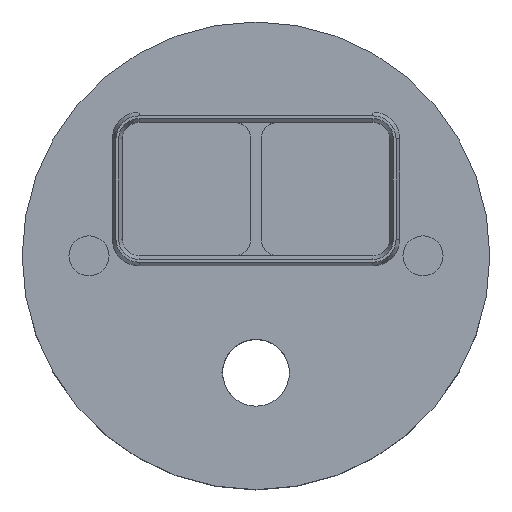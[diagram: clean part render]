
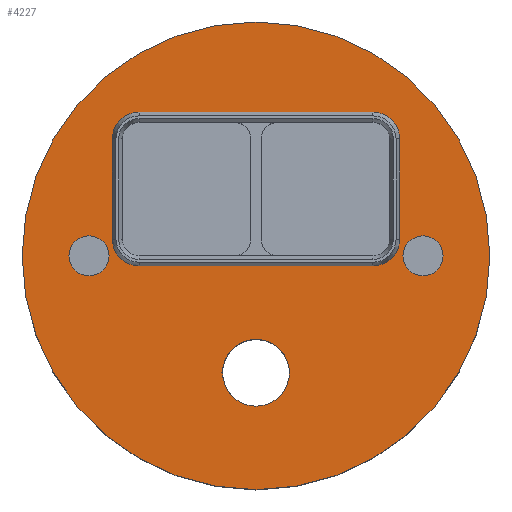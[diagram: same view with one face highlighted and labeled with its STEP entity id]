
A CAD part, top view. The second image highlights one B-rep face of the part: STEP entity #4227.
In plain terms, the highlighted planar face has unit normal (0, 0, 1).
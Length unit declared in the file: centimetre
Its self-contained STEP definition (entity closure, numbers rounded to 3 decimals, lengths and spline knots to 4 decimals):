
#26 = CIRCLE ( 'NONE', #2223, 0.4 ) ;
#98 = DIRECTION ( 'NONE',  ( 0., 0., 1. ) ) ;
#117 = CARTESIAN_POINT ( 'NONE',  ( -3.5, 0., 2.5 ) ) ;
#128 = PLANE ( 'NONE',  #796 ) ;
#248 = DIRECTION ( 'NONE',  ( 0., 0., 1. ) ) ;
#308 = CARTESIAN_POINT ( 'NONE',  ( -0.325, 2.15, 2.5 ) ) ;
#348 = CARTESIAN_POINT ( 'NONE',  ( 0., -1.75, 2.5 ) ) ;
#389 = ORIENTED_EDGE ( 'NONE', *, *, #16593, .F. ) ;
#580 = CARTESIAN_POINT ( 'NONE',  ( 2.5, 0., 2.5 ) ) ;
#718 = DIRECTION ( 'NONE',  ( 0., 0., 1. ) ) ;
#796 = AXIS2_PLACEMENT_3D ( 'NONE', #2685, #9515, #14654 ) ;
#1269 = EDGE_LOOP ( 'NONE', ( #10196, #8880, #4480, #9839, #16487, #13923, #16510, #5890 ) ) ;
#1479 = CARTESIAN_POINT ( 'NONE',  ( 0.5, -1.75, 2.5 ) ) ;
#1512 = CARTESIAN_POINT ( 'NONE',  ( -2.5, 0., 2.5 ) ) ;
#1873 = CARTESIAN_POINT ( 'NONE',  ( 2.15, 0.25, 2.5 ) ) ;
#2013 = AXIS2_PLACEMENT_3D ( 'NONE', #13802, #7446, #8582 ) ;
#2223 = AXIS2_PLACEMENT_3D ( 'NONE', #5318, #98, #16767 ) ;
#2537 = EDGE_LOOP ( 'NONE', ( #389, #6807 ) ) ;
#2546 = AXIS2_PLACEMENT_3D ( 'NONE', #348, #248, #5577 ) ;
#2595 = CARTESIAN_POINT ( 'NONE',  ( 1.75, 2.15, 2.5 ) ) ;
#2685 = CARTESIAN_POINT ( 'NONE',  ( 0., 0., 2.5 ) ) ;
#2744 = AXIS2_PLACEMENT_3D ( 'NONE', #580, #8472, #11158 ) ;
#3073 = ORIENTED_EDGE ( 'NONE', *, *, #14797, .T. ) ;
#3159 = CARTESIAN_POINT ( 'NONE',  ( 0., 0., 2.5 ) ) ;
#3426 = ORIENTED_EDGE ( 'NONE', *, *, #5426, .T. ) ;
#3446 = DIRECTION ( 'NONE',  ( 1., 0., 0. ) ) ;
#3528 = EDGE_CURVE ( 'NONE', #14517, #13652, #11298, .T. ) ;
#3623 = ORIENTED_EDGE ( 'NONE', *, *, #3528, .F. ) ;
#3638 = CIRCLE ( 'NONE', #5578, 0.4 ) ;
#3845 = DIRECTION ( 'NONE',  ( 1., 0., 0. ) ) ;
#4000 = LINE ( 'NONE', #14497, #16868 ) ;
#4227 = ADVANCED_FACE ( 'NONE', ( #10879, #14566, #6738, #8030, #13258 ), #128, .T. ) ;
#4303 = DIRECTION ( 'NONE',  ( 1., 0., 0. ) ) ;
#4380 = EDGE_CURVE ( 'NONE', #5534, #14400, #7404, .T. ) ;
#4430 = VERTEX_POINT ( 'NONE', #12746 ) ;
#4480 = ORIENTED_EDGE ( 'NONE', *, *, #12578, .F. ) ;
#4560 = DIRECTION ( 'NONE',  ( 1., 0., 0. ) ) ;
#4651 = DIRECTION ( 'NONE',  ( 0., 0., 1. ) ) ;
#4954 = CARTESIAN_POINT ( 'NONE',  ( -0.5, -1.75, 2.5 ) ) ;
#5125 = DIRECTION ( 'NONE',  ( 0., 0., 1. ) ) ;
#5205 = CIRCLE ( 'NONE', #7685, 0.3 ) ;
#5275 = CARTESIAN_POINT ( 'NONE',  ( -2.15, 0.25, 2.5 ) ) ;
#5318 = CARTESIAN_POINT ( 'NONE',  ( 1.75, 1.75, 2.5 ) ) ;
#5367 = DIRECTION ( 'NONE',  ( 0., 0., 1. ) ) ;
#5408 = VERTEX_POINT ( 'NONE', #2595 ) ;
#5426 = EDGE_CURVE ( 'NONE', #16852, #11946, #8033, .T. ) ;
#5534 = VERTEX_POINT ( 'NONE', #9749 ) ;
#5577 = DIRECTION ( 'NONE',  ( 1., 0., 0. ) ) ;
#5578 = AXIS2_PLACEMENT_3D ( 'NONE', #9987, #9900, #8602 ) ;
#5661 = DIRECTION ( 'NONE',  ( 1., 0., 0. ) ) ;
#5696 = CARTESIAN_POINT ( 'NONE',  ( 2.5, 0., 2.5 ) ) ;
#5873 = EDGE_CURVE ( 'NONE', #10643, #12537, #5205, .T. ) ;
#5890 = ORIENTED_EDGE ( 'NONE', *, *, #12967, .F. ) ;
#6738 = FACE_OUTER_BOUND ( 'NONE', #6851, .T. ) ;
#6806 = CARTESIAN_POINT ( 'NONE',  ( 0., 0., 2.5 ) ) ;
#6807 = ORIENTED_EDGE ( 'NONE', *, *, #5873, .F. ) ;
#6851 = EDGE_LOOP ( 'NONE', ( #3426, #3073 ) ) ;
#7039 = DIRECTION ( 'NONE',  ( 0., 0., 1. ) ) ;
#7255 = VERTEX_POINT ( 'NONE', #5275 ) ;
#7404 = LINE ( 'NONE', #16615, #15920 ) ;
#7446 = DIRECTION ( 'NONE',  ( 0., 0., 1. ) ) ;
#7589 = ORIENTED_EDGE ( 'NONE', *, *, #12458, .F. ) ;
#7685 = AXIS2_PLACEMENT_3D ( 'NONE', #17014, #5125, #3845 ) ;
#7822 = EDGE_CURVE ( 'NONE', #4430, #5408, #26, .T. ) ;
#8030 = FACE_BOUND ( 'NONE', #2537, .T. ) ;
#8033 = CIRCLE ( 'NONE', #14623, 3.5 ) ;
#8049 = CIRCLE ( 'NONE', #2013, 0.5 ) ;
#8096 = LINE ( 'NONE', #12071, #10056 ) ;
#8106 = VERTEX_POINT ( 'NONE', #4954 ) ;
#8327 = AXIS2_PLACEMENT_3D ( 'NONE', #5696, #9680, #12261 ) ;
#8457 = VECTOR ( 'NONE', #9424, 100. ) ;
#8472 = DIRECTION ( 'NONE',  ( 0., 0., 1. ) ) ;
#8534 = CARTESIAN_POINT ( 'NONE',  ( -1.75, 0.25, 2.5 ) ) ;
#8582 = DIRECTION ( 'NONE',  ( 1., 0., 0. ) ) ;
#8602 = DIRECTION ( 'NONE',  ( 1., 0., 0. ) ) ;
#8861 = AXIS2_PLACEMENT_3D ( 'NONE', #16612, #4651, #4560 ) ;
#8880 = ORIENTED_EDGE ( 'NONE', *, *, #4380, .F. ) ;
#9424 = DIRECTION ( 'NONE',  ( -1., 0., 0. ) ) ;
#9461 = CIRCLE ( 'NONE', #11635, 0.4 ) ;
#9485 = VERTEX_POINT ( 'NONE', #1479 ) ;
#9515 = DIRECTION ( 'NONE',  ( 0., 0., 1. ) ) ;
#9646 = ORIENTED_EDGE ( 'NONE', *, *, #12259, .F. ) ;
#9680 = DIRECTION ( 'NONE',  ( 0., 0., 1. ) ) ;
#9749 = CARTESIAN_POINT ( 'NONE',  ( -1.75, -0.15, 2.5 ) ) ;
#9814 = CARTESIAN_POINT ( 'NONE',  ( -2.2, 0., 2.5 ) ) ;
#9839 = ORIENTED_EDGE ( 'NONE', *, *, #17008, .F. ) ;
#9900 = DIRECTION ( 'NONE',  ( 0., 0., 1. ) ) ;
#9986 = CIRCLE ( 'NONE', #2546, 0.5 ) ;
#9987 = CARTESIAN_POINT ( 'NONE',  ( 1.75, 0.25, 2.5 ) ) ;
#10056 = VECTOR ( 'NONE', #10783, 100. ) ;
#10110 = CIRCLE ( 'NONE', #15608, 3.5 ) ;
#10196 = ORIENTED_EDGE ( 'NONE', *, *, #12068, .F. ) ;
#10643 = VERTEX_POINT ( 'NONE', #9814 ) ;
#10783 = DIRECTION ( 'NONE',  ( 0., -1., 0. ) ) ;
#10879 = FACE_BOUND ( 'NONE', #16782, .T. ) ;
#11158 = DIRECTION ( 'NONE',  ( -1., 0., 0. ) ) ;
#11298 = CIRCLE ( 'NONE', #2744, 0.3 ) ;
#11635 = AXIS2_PLACEMENT_3D ( 'NONE', #8534, #718, #3446 ) ;
#11680 = AXIS2_PLACEMENT_3D ( 'NONE', #1512, #5367, #13531 ) ;
#11946 = VERTEX_POINT ( 'NONE', #13729 ) ;
#12068 = EDGE_CURVE ( 'NONE', #14400, #16359, #3638, .T. ) ;
#12071 = CARTESIAN_POINT ( 'NONE',  ( -2.15, 1.75, 2.5 ) ) ;
#12086 = CARTESIAN_POINT ( 'NONE',  ( 1.75, -0.15, 2.5 ) ) ;
#12132 = CARTESIAN_POINT ( 'NONE',  ( 2.2, 0., 2.5 ) ) ;
#12245 = EDGE_CURVE ( 'NONE', #8106, #9485, #9986, .T. ) ;
#12259 = EDGE_CURVE ( 'NONE', #9485, #8106, #8049, .T. ) ;
#12261 = DIRECTION ( 'NONE',  ( -1., 0., 0. ) ) ;
#12458 = EDGE_CURVE ( 'NONE', #13652, #14517, #14076, .T. ) ;
#12537 = VERTEX_POINT ( 'NONE', #15163 ) ;
#12578 = EDGE_CURVE ( 'NONE', #7255, #5534, #9461, .T. ) ;
#12746 = CARTESIAN_POINT ( 'NONE',  ( 2.15, 1.75, 2.5 ) ) ;
#12762 = VERTEX_POINT ( 'NONE', #13644 ) ;
#12965 = ORIENTED_EDGE ( 'NONE', *, *, #12245, .F. ) ;
#12967 = EDGE_CURVE ( 'NONE', #16359, #4430, #4000, .T. ) ;
#13258 = FACE_BOUND ( 'NONE', #1269, .T. ) ;
#13520 = EDGE_CURVE ( 'NONE', #15470, #12762, #14044, .T. ) ;
#13531 = DIRECTION ( 'NONE',  ( 1., 0., 0. ) ) ;
#13644 = CARTESIAN_POINT ( 'NONE',  ( -2.15, 1.75, 2.5 ) ) ;
#13652 = VERTEX_POINT ( 'NONE', #12132 ) ;
#13670 = DIRECTION ( 'NONE',  ( 0., 0., 1. ) ) ;
#13729 = CARTESIAN_POINT ( 'NONE',  ( 3.5, 0., 2.5 ) ) ;
#13802 = CARTESIAN_POINT ( 'NONE',  ( 0., -1.75, 2.5 ) ) ;
#13848 = CARTESIAN_POINT ( 'NONE',  ( 2.8, 0., 2.5 ) ) ;
#13923 = ORIENTED_EDGE ( 'NONE', *, *, #14253, .F. ) ;
#14044 = CIRCLE ( 'NONE', #8861, 0.4 ) ;
#14076 = CIRCLE ( 'NONE', #8327, 0.3 ) ;
#14097 = DIRECTION ( 'NONE',  ( 1., 0., 0. ) ) ;
#14253 = EDGE_CURVE ( 'NONE', #5408, #15470, #14825, .T. ) ;
#14400 = VERTEX_POINT ( 'NONE', #12086 ) ;
#14497 = CARTESIAN_POINT ( 'NONE',  ( 2.15, 0.25, 2.5 ) ) ;
#14517 = VERTEX_POINT ( 'NONE', #13848 ) ;
#14566 = FACE_BOUND ( 'NONE', #16592, .T. ) ;
#14589 = DIRECTION ( 'NONE',  ( 0., 1., 0. ) ) ;
#14623 = AXIS2_PLACEMENT_3D ( 'NONE', #6806, #13670, #4303 ) ;
#14654 = DIRECTION ( 'NONE',  ( 1., 0., 0. ) ) ;
#14797 = EDGE_CURVE ( 'NONE', #11946, #16852, #10110, .T. ) ;
#14825 = LINE ( 'NONE', #308, #8457 ) ;
#14998 = CARTESIAN_POINT ( 'NONE',  ( -1.75, 2.15, 2.5 ) ) ;
#15163 = CARTESIAN_POINT ( 'NONE',  ( -2.8, 0., 2.5 ) ) ;
#15470 = VERTEX_POINT ( 'NONE', #14998 ) ;
#15608 = AXIS2_PLACEMENT_3D ( 'NONE', #3159, #7039, #5661 ) ;
#15920 = VECTOR ( 'NONE', #14097, 100. ) ;
#16359 = VERTEX_POINT ( 'NONE', #1873 ) ;
#16487 = ORIENTED_EDGE ( 'NONE', *, *, #13520, .F. ) ;
#16510 = ORIENTED_EDGE ( 'NONE', *, *, #7822, .F. ) ;
#16592 = EDGE_LOOP ( 'NONE', ( #12965, #9646 ) ) ;
#16593 = EDGE_CURVE ( 'NONE', #12537, #10643, #16618, .T. ) ;
#16612 = CARTESIAN_POINT ( 'NONE',  ( -1.75, 1.75, 2.5 ) ) ;
#16615 = CARTESIAN_POINT ( 'NONE',  ( 0.325, -0.15, 2.5 ) ) ;
#16618 = CIRCLE ( 'NONE', #11680, 0.3 ) ;
#16767 = DIRECTION ( 'NONE',  ( 1., 0., 0. ) ) ;
#16782 = EDGE_LOOP ( 'NONE', ( #7589, #3623 ) ) ;
#16852 = VERTEX_POINT ( 'NONE', #117 ) ;
#16868 = VECTOR ( 'NONE', #14589, 100. ) ;
#17008 = EDGE_CURVE ( 'NONE', #12762, #7255, #8096, .T. ) ;
#17014 = CARTESIAN_POINT ( 'NONE',  ( -2.5, 0., 2.5 ) ) ;
